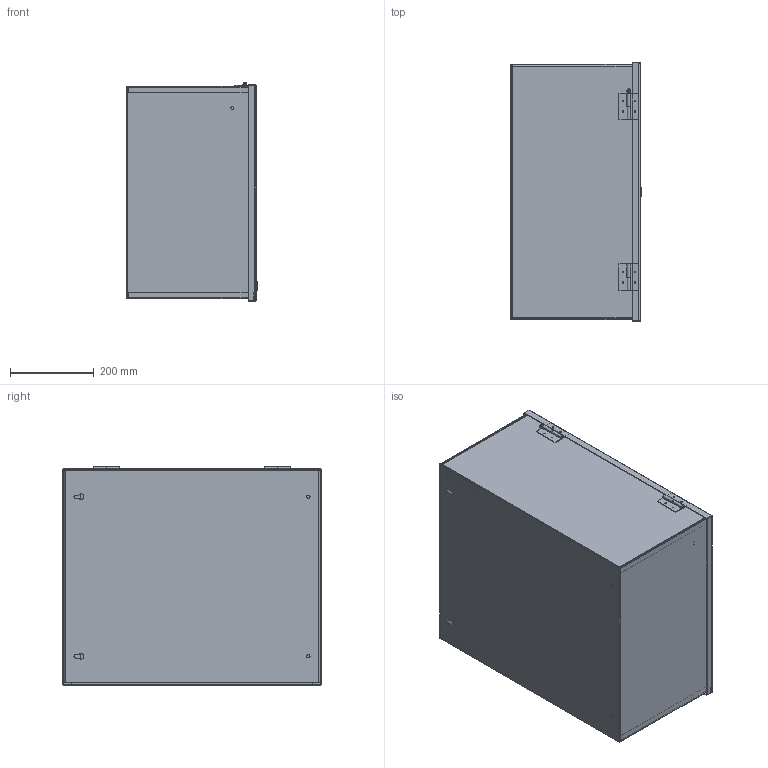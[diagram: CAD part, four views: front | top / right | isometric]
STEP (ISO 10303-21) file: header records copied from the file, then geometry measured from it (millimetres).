
FILE_DESCRIPTION (( 'STEP AP214' ), '1' );
FILE_NAME ('N1A242012.STEP', '2019-07-16T20:41:36', ( '' ), ( '' ), 'SwSTEP 2.0', 'SolidWorks 2018', '' );
FILE_SCHEMA (( 'AUTOMOTIVE_DESIGN' ));
Length unit declared in the file: inch
Products named in the file (1): N1A242012
Bounding box: 312.39 x 619.35 x 522.59 mm (x, y, z)
Volume: 3060847.9 mm3; surface area: 3357830 mm2
Topology: 23 solids, 23 shells, 520 faces, 1240 edges, 791 vertices
Faces by surface type: plane 294, cylinder 182, bspline 28, cone 16
Entity records: 22568 total; most frequent: CARTESIAN_POINT 3330, DIRECTION 2560, ORIENTED_EDGE 2480, EDGE_CURVE 1240, AXIS2_PLACEMENT_3D 901, VERTEX_POINT 791, LINE 758, VECTOR 758
